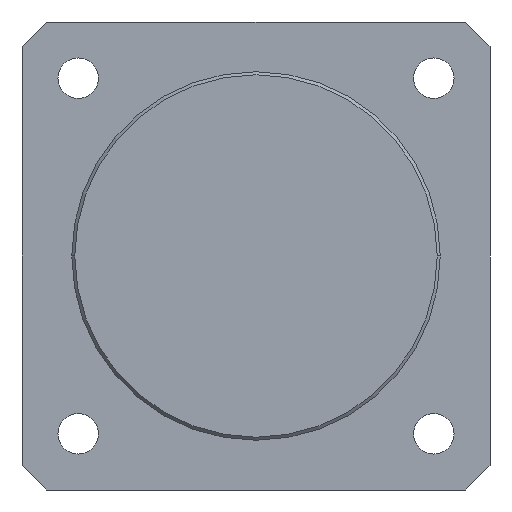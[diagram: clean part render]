
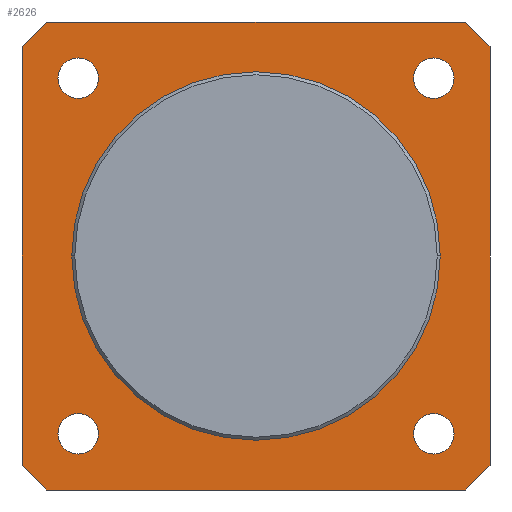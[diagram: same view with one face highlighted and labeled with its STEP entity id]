
A CAD part, front view. The second image highlights one B-rep face of the part: STEP entity #2626.
In plain terms, the highlighted planar face has unit normal (0, -1, 0).
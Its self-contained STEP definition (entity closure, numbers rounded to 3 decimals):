
#34 = CARTESIAN_POINT ( 'NONE',  ( 47.788, 51.313, -38.1 ) ) ;
#76 = VERTEX_POINT ( 'NONE', #452 ) ;
#89 = EDGE_LOOP ( 'NONE', ( #625, #2547 ) ) ;
#99 = LINE ( 'NONE', #293, #761 ) ;
#107 = VECTOR ( 'NONE', #803, 1000. ) ;
#109 = DIRECTION ( 'NONE',  ( 0., 0., 1. ) ) ;
#110 = AXIS2_PLACEMENT_3D ( 'NONE', #760, #2604, #1763 ) ;
#123 = AXIS2_PLACEMENT_3D ( 'NONE', #744, #945, #1775 ) ;
#142 = DIRECTION ( 'NONE',  ( 0., -1., 0. ) ) ;
#160 = DIRECTION ( 'NONE',  ( 0., -1., 0. ) ) ;
#174 = AXIS2_PLACEMENT_3D ( 'NONE', #2426, #160, #994 ) ;
#186 = FACE_BOUND ( 'NONE', #309, .T. ) ;
#194 = ORIENTED_EDGE ( 'NONE', *, *, #2469, .F. ) ;
#207 = EDGE_CURVE ( 'NONE', #2188, #1771, #2366, .T. ) ;
#223 = CARTESIAN_POINT ( 'NONE',  ( -24.412, 51.313, 0. ) ) ;
#266 = CARTESIAN_POINT ( 'NONE',  ( 13.688, 51.313, 38.1 ) ) ;
#279 = CARTESIAN_POINT ( 'NONE',  ( 42.638, 51.313, -28.95 ) ) ;
#291 = CARTESIAN_POINT ( 'NONE',  ( 42.638, 51.313, 25.65 ) ) ;
#293 = CARTESIAN_POINT ( 'NONE',  ( -20.412, 51.313, -38.1 ) ) ;
#296 = EDGE_CURVE ( 'NONE', #745, #1082, #1062, .T. ) ;
#298 = AXIS2_PLACEMENT_3D ( 'NONE', #2369, #706, #109 ) ;
#299 = ORIENTED_EDGE ( 'NONE', *, *, #823, .F. ) ;
#307 = DIRECTION ( 'NONE',  ( 0., 0., 1. ) ) ;
#309 = EDGE_LOOP ( 'NONE', ( #194, #1793 ) ) ;
#333 = AXIS2_PLACEMENT_3D ( 'NONE', #785, #1623, #1595 ) ;
#343 = FACE_BOUND ( 'NONE', #597, .T. ) ;
#372 = PLANE ( 'NONE',  #333 ) ;
#390 = CIRCLE ( 'NONE', #174, 3.3 ) ;
#446 = EDGE_CURVE ( 'NONE', #1082, #745, #390, .T. ) ;
#452 = CARTESIAN_POINT ( 'NONE',  ( -20.412, 51.313, -38.1 ) ) ;
#469 = AXIS2_PLACEMENT_3D ( 'NONE', #2591, #142, #1766 ) ;
#487 = CARTESIAN_POINT ( 'NONE',  ( -15.262, 51.313, -28.95 ) ) ;
#530 = EDGE_CURVE ( 'NONE', #612, #1153, #2619, .T. ) ;
#542 = FACE_OUTER_BOUND ( 'NONE', #2431, .T. ) ;
#554 = ORIENTED_EDGE ( 'NONE', *, *, #1478, .F. ) ;
#577 = CARTESIAN_POINT ( 'NONE',  ( 47.788, 51.313, 38.1 ) ) ;
#597 = EDGE_LOOP ( 'NONE', ( #2382, #299 ) ) ;
#599 = VECTOR ( 'NONE', #1661, 1000. ) ;
#612 = VERTEX_POINT ( 'NONE', #1902 ) ;
#625 = ORIENTED_EDGE ( 'NONE', *, *, #1551, .F. ) ;
#643 = EDGE_CURVE ( 'NONE', #1014, #1138, #2067, .T. ) ;
#654 = LINE ( 'NONE', #266, #599 ) ;
#678 = EDGE_CURVE ( 'NONE', #1936, #941, #1046, .T. ) ;
#706 = DIRECTION ( 'NONE',  ( 0., -1., 0. ) ) ;
#732 = DIRECTION ( 'NONE',  ( 0., 0., -1. ) ) ;
#744 = CARTESIAN_POINT ( 'NONE',  ( -15.262, 51.313, 28.95 ) ) ;
#745 = VERTEX_POINT ( 'NONE', #1481 ) ;
#756 = FACE_BOUND ( 'NONE', #89, .T. ) ;
#760 = CARTESIAN_POINT ( 'NONE',  ( 42.638, 51.313, 28.95 ) ) ;
#761 = VECTOR ( 'NONE', #2135, 1000. ) ;
#771 = FACE_BOUND ( 'NONE', #2641, .T. ) ;
#776 = EDGE_CURVE ( 'NONE', #2221, #2297, #891, .T. ) ;
#785 = CARTESIAN_POINT ( 'NONE',  ( 13.688, 51.313, 0. ) ) ;
#803 = DIRECTION ( 'NONE',  ( -1., 0., 0. ) ) ;
#823 = EDGE_CURVE ( 'NONE', #2297, #2221, #1587, .T. ) ;
#846 = ORIENTED_EDGE ( 'NONE', *, *, #2209, .F. ) ;
#891 = CIRCLE ( 'NONE', #1930, 3.3 ) ;
#929 = AXIS2_PLACEMENT_3D ( 'NONE', #279, #1330, #307 ) ;
#936 = ORIENTED_EDGE ( 'NONE', *, *, #296, .F. ) ;
#941 = VERTEX_POINT ( 'NONE', #961 ) ;
#945 = DIRECTION ( 'NONE',  ( 0., -1., 0. ) ) ;
#958 = CARTESIAN_POINT ( 'NONE',  ( 51.788, 51.313, -34.1 ) ) ;
#959 = EDGE_CURVE ( 'NONE', #2334, #2048, #2306, .T. ) ;
#961 = CARTESIAN_POINT ( 'NONE',  ( -24.412, 51.313, 34.1 ) ) ;
#987 = CARTESIAN_POINT ( 'NONE',  ( -15.262, 51.313, -25.65 ) ) ;
#994 = DIRECTION ( 'NONE',  ( 0., 0., 1. ) ) ;
#1014 = VERTEX_POINT ( 'NONE', #577 ) ;
#1038 = EDGE_CURVE ( 'NONE', #1771, #76, #1836, .T. ) ;
#1046 = LINE ( 'NONE', #223, #1150 ) ;
#1062 = CIRCLE ( 'NONE', #123, 3.3 ) ;
#1070 = ORIENTED_EDGE ( 'NONE', *, *, #643, .F. ) ;
#1082 = VERTEX_POINT ( 'NONE', #2226 ) ;
#1130 = DIRECTION ( 'NONE',  ( 0., -1., 0. ) ) ;
#1138 = VERTEX_POINT ( 'NONE', #2259 ) ;
#1150 = VECTOR ( 'NONE', #2482, 1000. ) ;
#1153 = VERTEX_POINT ( 'NONE', #1620 ) ;
#1206 = DIRECTION ( 'NONE',  ( 0., 0., 1. ) ) ;
#1259 = CARTESIAN_POINT ( 'NONE',  ( 47.788, 51.313, 38.1 ) ) ;
#1304 = DIRECTION ( 'NONE',  ( 0., 0., 1. ) ) ;
#1330 = DIRECTION ( 'NONE',  ( 0., -1., 0. ) ) ;
#1397 = DIRECTION ( 'NONE',  ( 0., -1., 0. ) ) ;
#1478 = EDGE_CURVE ( 'NONE', #76, #1936, #99, .T. ) ;
#1481 = CARTESIAN_POINT ( 'NONE',  ( -15.262, 51.313, 25.65 ) ) ;
#1494 = EDGE_CURVE ( 'NONE', #941, #2430, #1738, .T. ) ;
#1515 = CARTESIAN_POINT ( 'NONE',  ( -15.262, 51.313, -32.25 ) ) ;
#1551 = EDGE_CURVE ( 'NONE', #1153, #612, #2175, .T. ) ;
#1587 = CIRCLE ( 'NONE', #298, 3.3 ) ;
#1591 = ORIENTED_EDGE ( 'NONE', *, *, #207, .F. ) ;
#1593 = CARTESIAN_POINT ( 'NONE',  ( 42.638, 51.313, 32.25 ) ) ;
#1595 = DIRECTION ( 'NONE',  ( 0., 0., 1. ) ) ;
#1606 = ORIENTED_EDGE ( 'NONE', *, *, #1038, .F. ) ;
#1620 = CARTESIAN_POINT ( 'NONE',  ( 42.638, 51.313, -25.65 ) ) ;
#1623 = DIRECTION ( 'NONE',  ( 0., 1., 0. ) ) ;
#1661 = DIRECTION ( 'NONE',  ( 1., 0., 0. ) ) ;
#1709 = CIRCLE ( 'NONE', #2315, 3.3 ) ;
#1738 = LINE ( 'NONE', #2556, #2397 ) ;
#1760 = DIRECTION ( 'NONE',  ( -0.707, 0., -0.707 ) ) ;
#1763 = DIRECTION ( 'NONE',  ( 0., 0., 1. ) ) ;
#1766 = DIRECTION ( 'NONE',  ( 0., 0., 1. ) ) ;
#1771 = VERTEX_POINT ( 'NONE', #34 ) ;
#1773 = CARTESIAN_POINT ( 'NONE',  ( -24.412, 51.313, -34.1 ) ) ;
#1775 = DIRECTION ( 'NONE',  ( 0., 0., 1. ) ) ;
#1793 = ORIENTED_EDGE ( 'NONE', *, *, #959, .F. ) ;
#1815 = VECTOR ( 'NONE', #1760, 1000. ) ;
#1822 = CARTESIAN_POINT ( 'NONE',  ( 51.788, 51.313, -34.1 ) ) ;
#1836 = LINE ( 'NONE', #2648, #107 ) ;
#1902 = CARTESIAN_POINT ( 'NONE',  ( 42.638, 51.313, -32.25 ) ) ;
#1930 = AXIS2_PLACEMENT_3D ( 'NONE', #487, #1130, #1304 ) ;
#1936 = VERTEX_POINT ( 'NONE', #1773 ) ;
#1939 = ORIENTED_EDGE ( 'NONE', *, *, #2326, .F. ) ;
#2000 = CARTESIAN_POINT ( 'NONE',  ( 42.638, 51.313, 28.95 ) ) ;
#2048 = VERTEX_POINT ( 'NONE', #1593 ) ;
#2067 = LINE ( 'NONE', #1259, #2098 ) ;
#2086 = DIRECTION ( 'NONE',  ( 0.707, 0., -0.707 ) ) ;
#2098 = VECTOR ( 'NONE', #2086, 1000. ) ;
#2135 = DIRECTION ( 'NONE',  ( -0.707, 0., 0.707 ) ) ;
#2152 = DIRECTION ( 'NONE',  ( 0.707, 0., 0.707 ) ) ;
#2175 = CIRCLE ( 'NONE', #929, 3.3 ) ;
#2188 = VERTEX_POINT ( 'NONE', #1822 ) ;
#2209 = EDGE_CURVE ( 'NONE', #1138, #2188, #2377, .T. ) ;
#2221 = VERTEX_POINT ( 'NONE', #987 ) ;
#2226 = CARTESIAN_POINT ( 'NONE',  ( -15.262, 51.313, 32.25 ) ) ;
#2259 = CARTESIAN_POINT ( 'NONE',  ( 51.788, 51.313, 34.1 ) ) ;
#2297 = VERTEX_POINT ( 'NONE', #1515 ) ;
#2306 = CIRCLE ( 'NONE', #110, 3.3 ) ;
#2315 = AXIS2_PLACEMENT_3D ( 'NONE', #2000, #1397, #1206 ) ;
#2326 = EDGE_CURVE ( 'NONE', #2430, #1014, #654, .T. ) ;
#2334 = VERTEX_POINT ( 'NONE', #291 ) ;
#2366 = LINE ( 'NONE', #958, #1815 ) ;
#2369 = CARTESIAN_POINT ( 'NONE',  ( -15.262, 51.313, -28.95 ) ) ;
#2377 = LINE ( 'NONE', #2586, #2527 ) ;
#2382 = ORIENTED_EDGE ( 'NONE', *, *, #776, .F. ) ;
#2397 = VECTOR ( 'NONE', #2152, 1000. ) ;
#2414 = ORIENTED_EDGE ( 'NONE', *, *, #1494, .F. ) ;
#2426 = CARTESIAN_POINT ( 'NONE',  ( -15.262, 51.313, 28.95 ) ) ;
#2430 = VERTEX_POINT ( 'NONE', #2454 ) ;
#2431 = EDGE_LOOP ( 'NONE', ( #554, #1606, #1591, #846, #1070, #1939, #2414, #2572 ) ) ;
#2454 = CARTESIAN_POINT ( 'NONE',  ( -20.412, 51.313, 38.1 ) ) ;
#2469 = EDGE_CURVE ( 'NONE', #2048, #2334, #1709, .T. ) ;
#2482 = DIRECTION ( 'NONE',  ( 0., 0., 1. ) ) ;
#2527 = VECTOR ( 'NONE', #732, 1000. ) ;
#2547 = ORIENTED_EDGE ( 'NONE', *, *, #530, .F. ) ;
#2556 = CARTESIAN_POINT ( 'NONE',  ( -24.412, 51.313, 34.1 ) ) ;
#2572 = ORIENTED_EDGE ( 'NONE', *, *, #678, .F. ) ;
#2581 = ORIENTED_EDGE ( 'NONE', *, *, #446, .F. ) ;
#2586 = CARTESIAN_POINT ( 'NONE',  ( 51.788, 51.313, 0. ) ) ;
#2591 = CARTESIAN_POINT ( 'NONE',  ( 42.638, 51.313, -28.95 ) ) ;
#2604 = DIRECTION ( 'NONE',  ( 0., -1., 0. ) ) ;
#2619 = CIRCLE ( 'NONE', #469, 3.3 ) ;
#2626 = ADVANCED_FACE ( 'Defeature ausgef�hrt1_8', ( #542, #343, #186, #771, #756 ), #372, .F. ) ;
#2641 = EDGE_LOOP ( 'NONE', ( #2581, #936 ) ) ;
#2648 = CARTESIAN_POINT ( 'NONE',  ( 13.688, 51.313, -38.1 ) ) ;
